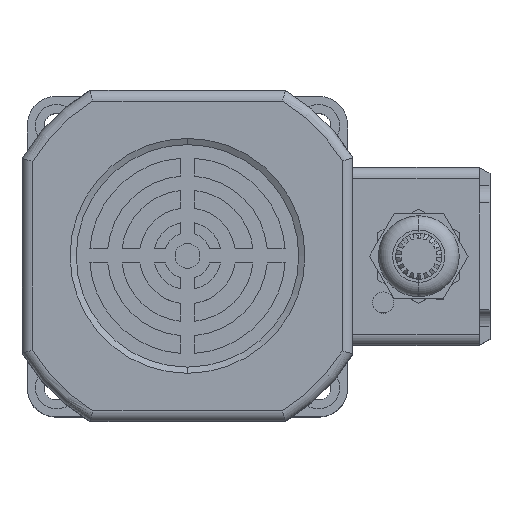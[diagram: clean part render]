
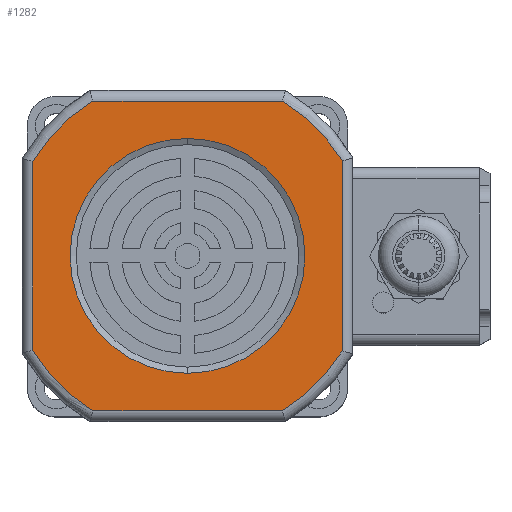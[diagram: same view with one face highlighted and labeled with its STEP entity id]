
A CAD part, top view. The second image highlights one B-rep face of the part: STEP entity #1282.
In plain terms, the highlighted face is planar.
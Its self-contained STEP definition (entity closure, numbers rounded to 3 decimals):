
#291 = CARTESIAN_POINT ( 'NONE',  ( 43.5, 0., 26.705 ) ) ;
#623 = AXIS2_PLACEMENT_3D ( 'NONE', #16093, #4343, #17936 ) ;
#1282 = ADVANCED_FACE ( 'NONE', ( #17327, #21959 ), #24097, .F. ) ;
#1715 = VERTEX_POINT ( 'NONE', #16641 ) ;
#1740 = CARTESIAN_POINT ( 'NONE',  ( 26.673, 0., -43.5 ) ) ;
#2527 = CARTESIAN_POINT ( 'NONE',  ( 0., 0., 33. ) ) ;
#2687 = VERTEX_POINT ( 'NONE', #9917 ) ;
#3321 = VERTEX_POINT ( 'NONE', #2527 ) ;
#3548 = AXIS2_PLACEMENT_3D ( 'NONE', #24230, #24070, #23994 ) ;
#3656 = ORIENTED_EDGE ( 'NONE', *, *, #15565, .T. ) ;
#3712 = CARTESIAN_POINT ( 'NONE',  ( -43.5, 0., 0. ) ) ;
#3846 = CIRCLE ( 'NONE', #16223, 51. ) ;
#4343 = DIRECTION ( 'NONE',  ( 0., -1., 0. ) ) ;
#4639 = DIRECTION ( 'NONE',  ( 0., -1., 0. ) ) ;
#4651 = CARTESIAN_POINT ( 'NONE',  ( -26.572, 0., -43.5 ) ) ;
#4688 = CARTESIAN_POINT ( 'NONE',  ( 43.5, 0., 0. ) ) ;
#5782 = LINE ( 'NONE', #21862, #10497 ) ;
#6419 = LINE ( 'NONE', #4688, #16145 ) ;
#6627 = CARTESIAN_POINT ( 'NONE',  ( 0.05, 0., 0. ) ) ;
#8680 = DIRECTION ( 'NONE',  ( 0., 0., 1. ) ) ;
#8900 = DIRECTION ( 'NONE',  ( 0., -1., 0. ) ) ;
#8949 = VERTEX_POINT ( 'NONE', #4651 ) ;
#8999 = DIRECTION ( 'NONE',  ( -1., 0., 0. ) ) ;
#9205 = VERTEX_POINT ( 'NONE', #1740 ) ;
#9406 = VERTEX_POINT ( 'NONE', #291 ) ;
#9917 = CARTESIAN_POINT ( 'NONE',  ( -43.5, 0., -26.54 ) ) ;
#10061 = VERTEX_POINT ( 'NONE', #23689 ) ;
#10312 = AXIS2_PLACEMENT_3D ( 'NONE', #20025, #8900, #21788 ) ;
#10324 = VERTEX_POINT ( 'NONE', #16705 ) ;
#10497 = VECTOR ( 'NONE', #8999, 1000. ) ;
#11231 = EDGE_CURVE ( 'NONE', #3321, #10324, #20341, .T. ) ;
#12082 = CARTESIAN_POINT ( 'NONE',  ( 0.05, 0., -43.5 ) ) ;
#12157 = CARTESIAN_POINT ( 'NONE',  ( 0.05, 0., 0. ) ) ;
#13479 = EDGE_LOOP ( 'NONE', ( #24310, #22610, #24225, #24742, #22295, #22202, #3656, #22642 ) ) ;
#14066 = DIRECTION ( 'NONE',  ( 0., 0., 1. ) ) ;
#14548 = VERTEX_POINT ( 'NONE', #23907 ) ;
#14630 = DIRECTION ( 'NONE',  ( 0., 0., 1. ) ) ;
#14704 = LINE ( 'NONE', #12082, #19475 ) ;
#15248 = EDGE_CURVE ( 'NONE', #1715, #2687, #16455, .T. ) ;
#15316 = EDGE_CURVE ( 'NONE', #2687, #8949, #20013, .T. ) ;
#15356 = EDGE_CURVE ( 'NONE', #8949, #9205, #14704, .T. ) ;
#15381 = EDGE_CURVE ( 'NONE', #9205, #10061, #18396, .T. ) ;
#15521 = EDGE_CURVE ( 'NONE', #10061, #9406, #6419, .T. ) ;
#15529 = EDGE_CURVE ( 'NONE', #9406, #14548, #16726, .T. ) ;
#15565 = EDGE_CURVE ( 'NONE', #14548, #20077, #5782, .T. ) ;
#15689 = EDGE_CURVE ( 'NONE', #20077, #1715, #3846, .T. ) ;
#15693 = EDGE_CURVE ( 'NONE', #10324, #3321, #18670, .T. ) ;
#15930 = AXIS2_PLACEMENT_3D ( 'NONE', #22249, #22233, #22226 ) ;
#16093 = CARTESIAN_POINT ( 'NONE',  ( 0.05, 0., 0. ) ) ;
#16145 = VECTOR ( 'NONE', #14630, 1000. ) ;
#16223 = AXIS2_PLACEMENT_3D ( 'NONE', #6627, #19826, #8680 ) ;
#16369 = CARTESIAN_POINT ( 'NONE',  ( 0., 0., 0. ) ) ;
#16455 = LINE ( 'NONE', #3712, #21117 ) ;
#16641 = CARTESIAN_POINT ( 'NONE',  ( -43.5, 0., 26.54 ) ) ;
#16705 = CARTESIAN_POINT ( 'NONE',  ( 0., 0., -33. ) ) ;
#16726 = CIRCLE ( 'NONE', #10312, 51. ) ;
#17327 = FACE_OUTER_BOUND ( 'NONE', #13479, .T. ) ;
#17403 = DIRECTION ( 'NONE',  ( 0., 0., -1. ) ) ;
#17936 = DIRECTION ( 'NONE',  ( 0., 0., 1. ) ) ;
#18173 = DIRECTION ( 'NONE',  ( 0., 0., -1. ) ) ;
#18396 = CIRCLE ( 'NONE', #623, 51. ) ;
#18670 = CIRCLE ( 'NONE', #19769, 33. ) ;
#19473 = AXIS2_PLACEMENT_3D ( 'NONE', #12157, #24666, #14066 ) ;
#19475 = VECTOR ( 'NONE', #21261, 1000. ) ;
#19769 = AXIS2_PLACEMENT_3D ( 'NONE', #16369, #4639, #18173 ) ;
#19826 = DIRECTION ( 'NONE',  ( 0., -1., 0. ) ) ;
#20008 = CARTESIAN_POINT ( 'NONE',  ( -26.572, 0., 43.5 ) ) ;
#20013 = CIRCLE ( 'NONE', #19473, 51. ) ;
#20025 = CARTESIAN_POINT ( 'NONE',  ( 0.05, 0., 0. ) ) ;
#20077 = VERTEX_POINT ( 'NONE', #20008 ) ;
#20341 = CIRCLE ( 'NONE', #15930, 33. ) ;
#20395 = ORIENTED_EDGE ( 'NONE', *, *, #15693, .F. ) ;
#20993 = ORIENTED_EDGE ( 'NONE', *, *, #11231, .F. ) ;
#21117 = VECTOR ( 'NONE', #17403, 1000. ) ;
#21261 = DIRECTION ( 'NONE',  ( 1., 0., 0. ) ) ;
#21788 = DIRECTION ( 'NONE',  ( 0., 0., 1. ) ) ;
#21862 = CARTESIAN_POINT ( 'NONE',  ( 0.05, 0., 43.5 ) ) ;
#21959 = FACE_BOUND ( 'NONE', #24345, .T. ) ;
#22202 = ORIENTED_EDGE ( 'NONE', *, *, #15529, .T. ) ;
#22226 = DIRECTION ( 'NONE',  ( 0., 0., -1. ) ) ;
#22233 = DIRECTION ( 'NONE',  ( 0., -1., 0. ) ) ;
#22249 = CARTESIAN_POINT ( 'NONE',  ( 0., 0., 0. ) ) ;
#22295 = ORIENTED_EDGE ( 'NONE', *, *, #15521, .T. ) ;
#22610 = ORIENTED_EDGE ( 'NONE', *, *, #15316, .T. ) ;
#22642 = ORIENTED_EDGE ( 'NONE', *, *, #15689, .T. ) ;
#23689 = CARTESIAN_POINT ( 'NONE',  ( 43.5, 0., -26.705 ) ) ;
#23907 = CARTESIAN_POINT ( 'NONE',  ( 26.673, 0., 43.5 ) ) ;
#23994 = DIRECTION ( 'NONE',  ( 0., 0., 1. ) ) ;
#24070 = DIRECTION ( 'NONE',  ( 0., 1., 0. ) ) ;
#24097 = PLANE ( 'NONE',  #3548 ) ;
#24225 = ORIENTED_EDGE ( 'NONE', *, *, #15356, .T. ) ;
#24230 = CARTESIAN_POINT ( 'NONE',  ( 0.05, 0., 0. ) ) ;
#24310 = ORIENTED_EDGE ( 'NONE', *, *, #15248, .T. ) ;
#24345 = EDGE_LOOP ( 'NONE', ( #20395, #20993 ) ) ;
#24666 = DIRECTION ( 'NONE',  ( 0., -1., 0. ) ) ;
#24742 = ORIENTED_EDGE ( 'NONE', *, *, #15381, .T. ) ;
